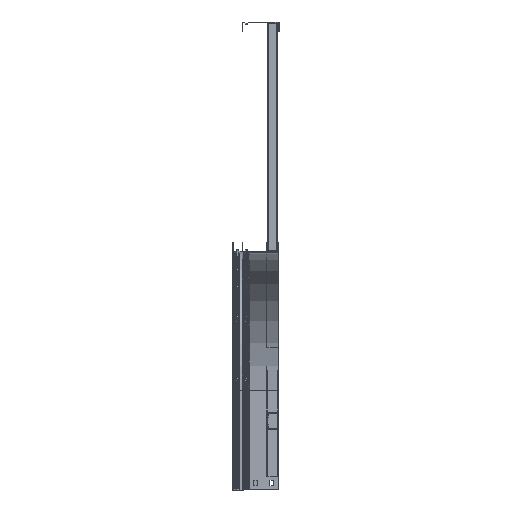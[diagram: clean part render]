
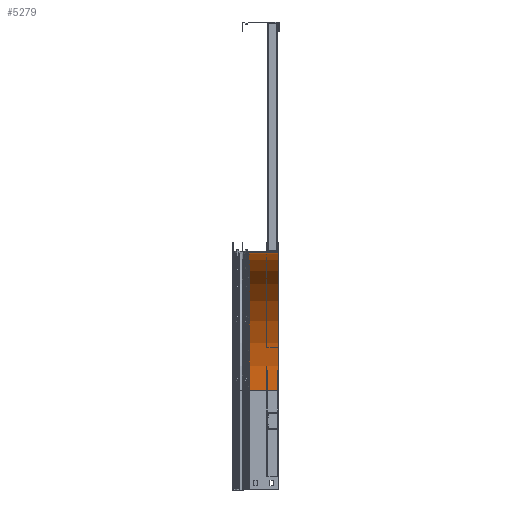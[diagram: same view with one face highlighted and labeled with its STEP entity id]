
A CAD part, left-side view. The second image highlights one B-rep face of the part: STEP entity #5279.
In plain terms, the highlighted cylindrical face has radius 300 mm (diameter 600 mm), a partial arc.
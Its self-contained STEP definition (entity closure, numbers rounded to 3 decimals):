
#37 = FACE_OUTER_BOUND ( 'NONE', #14419, .T. ) ;
#51 = CARTESIAN_POINT ( 'NONE',  ( 0., 0., -300. ) ) ;
#578 = AXIS2_PLACEMENT_3D ( 'NONE', #8501, #4029, #5166 ) ;
#734 = EDGE_CURVE ( 'NONE', #13640, #9241, #12863, .T. ) ;
#998 = CARTESIAN_POINT ( 'NONE',  ( 0., 65.525, -300. ) ) ;
#1094 = CYLINDRICAL_SURFACE ( 'NONE', #9355, 300. ) ;
#1148 = CIRCLE ( 'NONE', #6132, 300. ) ;
#1913 = LINE ( 'NONE', #13638, #3507 ) ;
#2092 = VERTEX_POINT ( 'NONE', #12187 ) ;
#2144 = CARTESIAN_POINT ( 'NONE',  ( 300., 65.525, 0. ) ) ;
#3507 = VECTOR ( 'NONE', #11468, 1000. ) ;
#3630 = EDGE_CURVE ( 'NONE', #12027, #2092, #1148, .T. ) ;
#3893 = DIRECTION ( 'NONE',  ( 1., 0., 0. ) ) ;
#4029 = DIRECTION ( 'NONE',  ( 0., 1., 0. ) ) ;
#5166 = DIRECTION ( 'NONE',  ( 0., 0., 1. ) ) ;
#5279 = ADVANCED_FACE ( 'NONE', ( #37 ), #1094, .F. ) ;
#6132 = AXIS2_PLACEMENT_3D ( 'NONE', #8371, #7178, #3893 ) ;
#6953 = CARTESIAN_POINT ( 'NONE',  ( 0., 0., 0. ) ) ;
#7178 = DIRECTION ( 'NONE',  ( 0., -1., 0. ) ) ;
#7191 = DIRECTION ( 'NONE',  ( 0., 1., 0. ) ) ;
#7425 = ORIENTED_EDGE ( 'NONE', *, *, #12149, .F. ) ;
#7933 = EDGE_CURVE ( 'NONE', #2092, #13640, #12780, .T. ) ;
#8187 = DIRECTION ( 'NONE',  ( 0., 0., 1. ) ) ;
#8371 = CARTESIAN_POINT ( 'NONE',  ( 0., 0., 0. ) ) ;
#8501 = CARTESIAN_POINT ( 'NONE',  ( 0., 65.525, 0. ) ) ;
#8868 = ORIENTED_EDGE ( 'NONE', *, *, #7933, .T. ) ;
#9032 = ORIENTED_EDGE ( 'NONE', *, *, #734, .T. ) ;
#9241 = VERTEX_POINT ( 'NONE', #998 ) ;
#9355 = AXIS2_PLACEMENT_3D ( 'NONE', #6953, #7191, #8187 ) ;
#11468 = DIRECTION ( 'NONE',  ( 0., 1., 0. ) ) ;
#12005 = DIRECTION ( 'NONE',  ( 0., 1., 0. ) ) ;
#12027 = VERTEX_POINT ( 'NONE', #51 ) ;
#12047 = VECTOR ( 'NONE', #12005, 1000. ) ;
#12149 = EDGE_CURVE ( 'NONE', #12027, #9241, #1913, .T. ) ;
#12187 = CARTESIAN_POINT ( 'NONE',  ( 300., 0., 0. ) ) ;
#12780 = LINE ( 'NONE', #13248, #12047 ) ;
#12863 = CIRCLE ( 'NONE', #578, 300. ) ;
#12970 = ORIENTED_EDGE ( 'NONE', *, *, #3630, .T. ) ;
#13248 = CARTESIAN_POINT ( 'NONE',  ( 300., 2.2, 0. ) ) ;
#13638 = CARTESIAN_POINT ( 'NONE',  ( 0., 2.2, -300. ) ) ;
#13640 = VERTEX_POINT ( 'NONE', #2144 ) ;
#14419 = EDGE_LOOP ( 'NONE', ( #8868, #9032, #7425, #12970 ) ) ;
